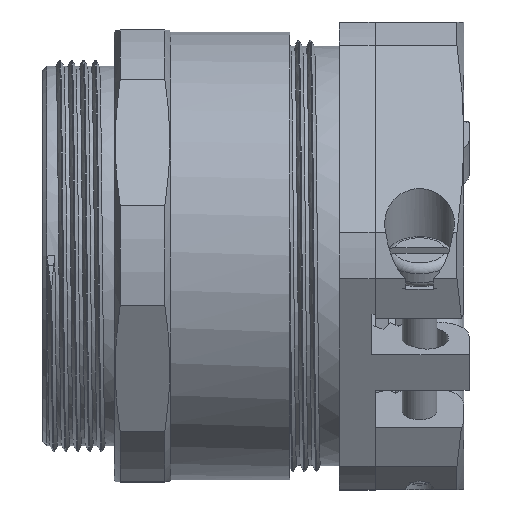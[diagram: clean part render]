
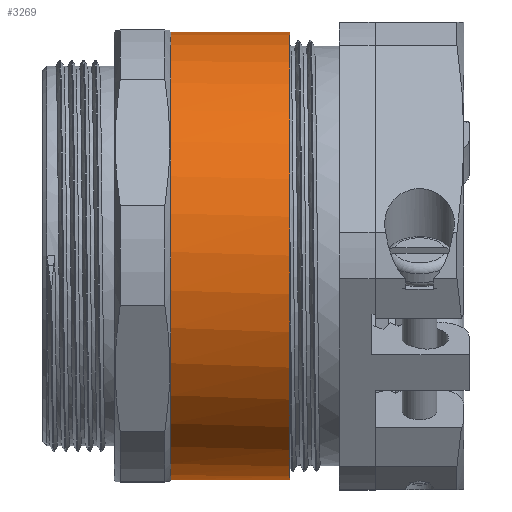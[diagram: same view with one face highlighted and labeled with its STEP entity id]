
A CAD part, top view. The second image highlights one B-rep face of the part: STEP entity #3269.
In plain terms, the highlighted cylindrical face has radius 28.25 mm (diameter 56.5 mm), a full revolution.
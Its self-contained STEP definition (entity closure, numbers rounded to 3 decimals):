
#740=CYLINDRICAL_SURFACE('',#3512,28.25);
#802=FACE_BOUND('',#1110,.T.);
#910=FACE_OUTER_BOUND('',#1109,.T.);
#1109=EDGE_LOOP('',(#2422));
#1110=EDGE_LOOP('',(#2423));
#1341=CIRCLE('',#3481,28.25);
#1354=CIRCLE('',#3507,28.25);
#1493=VERTEX_POINT('',#15496);
#1518=VERTEX_POINT('',#15595);
#1832=EDGE_CURVE('',#1493,#1493,#1341,.T.);
#1869=EDGE_CURVE('',#1518,#1518,#1354,.T.);
#2422=ORIENTED_EDGE('',*,*,#1832,.F.);
#2423=ORIENTED_EDGE('',*,*,#1869,.T.);
#3269=ADVANCED_FACE('',(#910,#802),#740,.T.);
#3481=AXIS2_PLACEMENT_3D('',#15497,#3887,#3888);
#3507=AXIS2_PLACEMENT_3D('',#15596,#3951,#3952);
#3512=AXIS2_PLACEMENT_3D('',#15602,#3961,#3962);
#3887=DIRECTION('center_axis',(1.,0.,0.));
#3888=DIRECTION('ref_axis',(0.,0.,-1.));
#3951=DIRECTION('center_axis',(1.,0.,0.));
#3952=DIRECTION('ref_axis',(0.,0.,-1.));
#3961=DIRECTION('center_axis',(1.,0.,0.));
#3962=DIRECTION('ref_axis',(0.,1.,0.));
#15496=CARTESIAN_POINT('',(0.,28.25,0.));
#15497=CARTESIAN_POINT('Origin',(0.,0.,
0.));
#15595=CARTESIAN_POINT('',(-14.99,28.25,0.));
#15596=CARTESIAN_POINT('Origin',(-14.99,0.,0.));
#15602=CARTESIAN_POINT('Origin',(-7.495,0.,0.));
